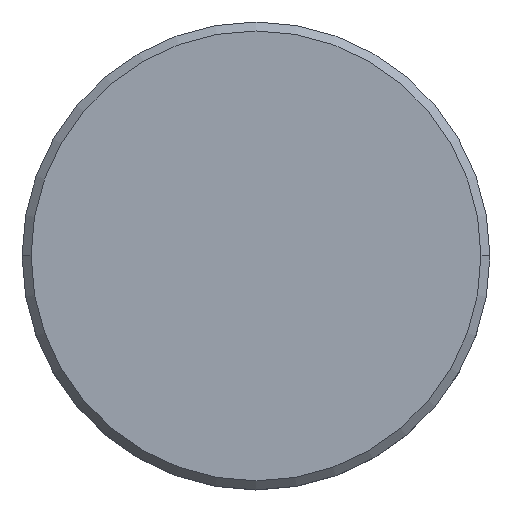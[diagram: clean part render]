
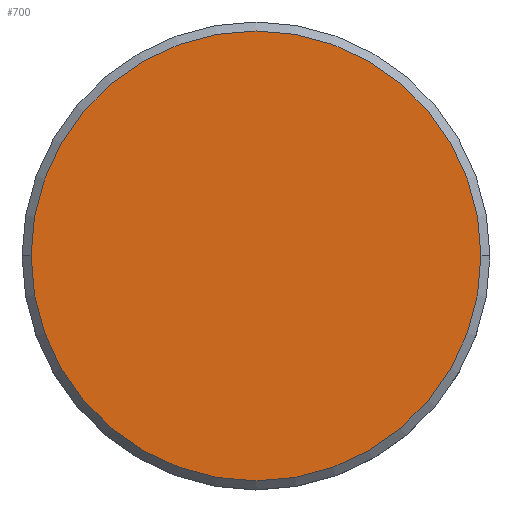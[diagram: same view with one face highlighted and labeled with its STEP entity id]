
A CAD part, top view. The second image highlights one B-rep face of the part: STEP entity #700.
In plain terms, the highlighted planar face has unit normal (0, 0, 1).
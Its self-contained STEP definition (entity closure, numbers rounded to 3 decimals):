
#130 = CARTESIAN_POINT ( 'NONE',  ( 0., 0., 0. ) ) ;
#140 = PLANE ( 'NONE',  #1066 ) ;
#171 = CARTESIAN_POINT ( 'NONE',  ( 0., 0., 0. ) ) ;
#174 = EDGE_CURVE ( 'NONE', #289, #572, #727, .T. ) ;
#198 = EDGE_LOOP ( 'NONE', ( #563, #402 ) ) ;
#260 = CARTESIAN_POINT ( 'NONE',  ( 0., 0., 0. ) ) ;
#287 = AXIS2_PLACEMENT_3D ( 'NONE', #171, #1178, #365 ) ;
#289 = VERTEX_POINT ( 'NONE', #420 ) ;
#365 = DIRECTION ( 'NONE',  ( 1., 0., 0. ) ) ;
#402 = ORIENTED_EDGE ( 'NONE', *, *, #897, .T. ) ;
#420 = CARTESIAN_POINT ( 'NONE',  ( -12.5, 0., 0. ) ) ;
#563 = ORIENTED_EDGE ( 'NONE', *, *, #174, .T. ) ;
#572 = VERTEX_POINT ( 'NONE', #917 ) ;
#620 = DIRECTION ( 'NONE',  ( 1., 0., 0. ) ) ;
#699 = DIRECTION ( 'NONE',  ( 0., 0., 1. ) ) ;
#700 = ADVANCED_FACE ( 'NONE', ( #905 ), #140, .T. ) ;
#727 = CIRCLE ( 'NONE', #287, 12.5 ) ;
#848 = DIRECTION ( 'NONE',  ( 0., 0., 1. ) ) ;
#897 = EDGE_CURVE ( 'NONE', #572, #289, #1009, .T. ) ;
#905 = FACE_OUTER_BOUND ( 'NONE', #198, .T. ) ;
#917 = CARTESIAN_POINT ( 'NONE',  ( 12.5, 0., 0. ) ) ;
#932 = DIRECTION ( 'NONE',  ( 1., 0., 0. ) ) ;
#955 = AXIS2_PLACEMENT_3D ( 'NONE', #260, #699, #620 ) ;
#1009 = CIRCLE ( 'NONE', #955, 12.5 ) ;
#1066 = AXIS2_PLACEMENT_3D ( 'NONE', #130, #848, #932 ) ;
#1178 = DIRECTION ( 'NONE',  ( 0., 0., 1. ) ) ;
